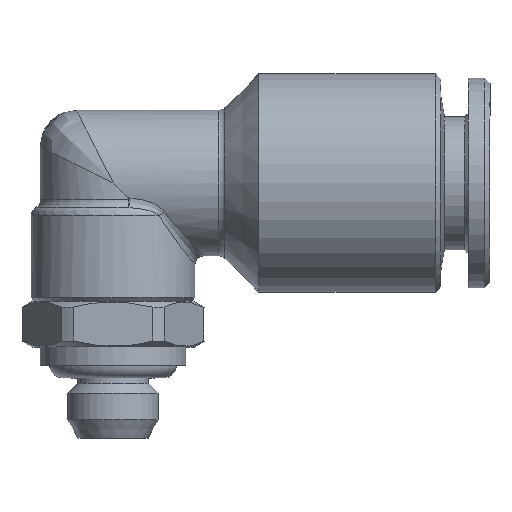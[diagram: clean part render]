
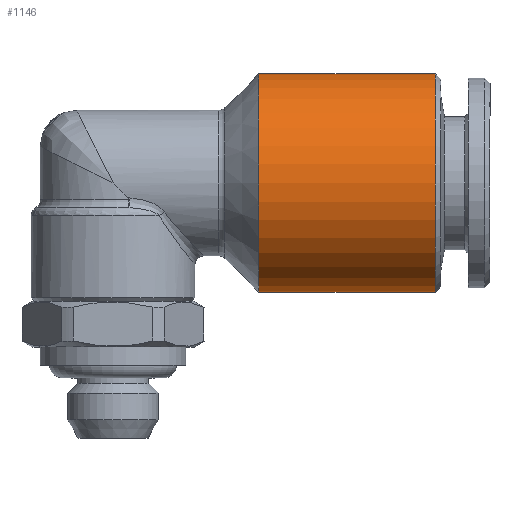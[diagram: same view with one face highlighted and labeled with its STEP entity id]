
A CAD part, top view. The second image highlights one B-rep face of the part: STEP entity #1146.
In plain terms, the highlighted cylindrical face has radius 6 mm (diameter 12 mm), a full revolution.
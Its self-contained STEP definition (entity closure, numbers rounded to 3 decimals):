
#76=CYLINDRICAL_SURFACE('',#1245,6.);
#261=ORIENTED_EDGE('',*,*,#381,.T.);
#262=ORIENTED_EDGE('',*,*,#380,.T.);
#380=EDGE_CURVE('',#455,#455,#503,.T.);
#381=EDGE_CURVE('',#456,#456,#504,.T.);
#455=VERTEX_POINT('',#2155);
#456=VERTEX_POINT('',#2158);
#503=CIRCLE('',#1244,6.);
#504=CIRCLE('',#1246,6.);
#584=EDGE_LOOP('',(#261));
#585=EDGE_LOOP('',(#262));
#674=FACE_BOUND('',#584,.T.);
#675=FACE_BOUND('',#585,.T.);
#1146=ADVANCED_FACE('',(#674,#675),#76,.T.);
#1244=AXIS2_PLACEMENT_3D('',#2154,#1444,#1445);
#1245=AXIS2_PLACEMENT_3D('',#2156,#1446,#1447);
#1246=AXIS2_PLACEMENT_3D('',#2157,#1448,#1449);
#1444=DIRECTION('',(-1.,0.,0.));
#1445=DIRECTION('',(0.,0.,1.));
#1446=DIRECTION('',(-1.,0.,0.));
#1447=DIRECTION('',(0.,0.,1.));
#1448=DIRECTION('',(1.,0.,0.));
#1449=DIRECTION('',(0.,0.,-1.));
#2154=CARTESIAN_POINT('',(17.7,0.,0.));
#2155=CARTESIAN_POINT('',(17.7,0.,6.));
#2156=CARTESIAN_POINT('',(0.,0.,0.));
#2157=CARTESIAN_POINT('',(8.,0.,0.));
#2158=CARTESIAN_POINT('',(8.,0.,-6.));
